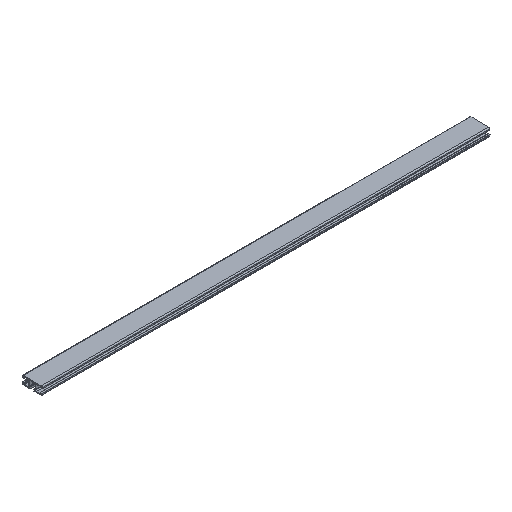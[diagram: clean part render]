
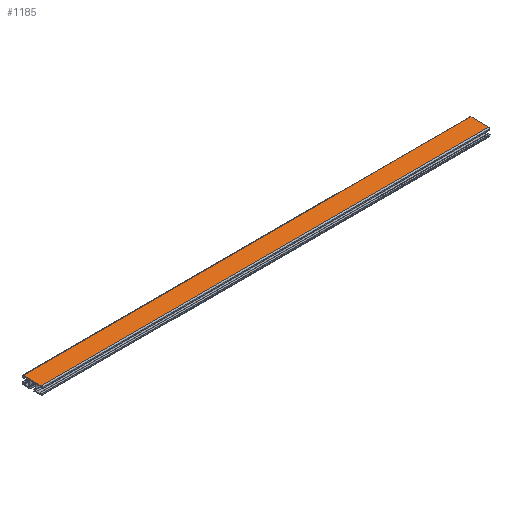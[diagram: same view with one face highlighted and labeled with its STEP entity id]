
A CAD part, isometric view. The second image highlights one B-rep face of the part: STEP entity #1185.
In plain terms, the highlighted planar face has unit normal (0, 0, 1).
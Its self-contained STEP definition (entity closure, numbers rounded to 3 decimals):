
#65=FACE_OUTER_BOUND('',#126,.T.);
#126=EDGE_LOOP('',(#928,#929,#930,#931));
#183=LINE('',#1747,#316);
#238=LINE('',#1896,#371);
#239=LINE('',#1899,#372);
#240=LINE('',#1900,#373);
#316=VECTOR('',#1379,1.);
#371=VECTOR('',#1526,1.);
#372=VECTOR('',#1529,1.);
#373=VECTOR('',#1530,1.);
#506=VERTEX_POINT('',#1744);
#507=VERTEX_POINT('',#1746);
#555=VERTEX_POINT('',#1894);
#556=VERTEX_POINT('',#1898);
#624=EDGE_CURVE('',#506,#507,#183,.T.);
#699=EDGE_CURVE('',#555,#507,#238,.T.);
#700=EDGE_CURVE('',#555,#556,#239,.T.);
#701=EDGE_CURVE('',#556,#506,#240,.T.);
#928=ORIENTED_EDGE('',*,*,#700,.F.);
#929=ORIENTED_EDGE('',*,*,#699,.T.);
#930=ORIENTED_EDGE('',*,*,#624,.F.);
#931=ORIENTED_EDGE('',*,*,#701,.F.);
#1135=PLANE('',#1281);
#1185=ADVANCED_FACE('',(#65),#1135,.T.);
#1281=AXIS2_PLACEMENT_3D('',#1897,#1527,#1528);
#1379=DIRECTION('',(0.,-1.,0.));
#1526=DIRECTION('',(1.,0.,0.));
#1527=DIRECTION('center_axis',(0.,0.,
1.));
#1528=DIRECTION('ref_axis',(0.,-1.,0.));
#1529=DIRECTION('',(0.,1.,0.));
#1530=DIRECTION('',(1.,0.,0.));
#1744=CARTESIAN_POINT('',(1000.,42.5,18.5));
#1746=CARTESIAN_POINT('',(1000.,2.5,18.5));
#1747=CARTESIAN_POINT('',(1000.,42.5,18.5));
#1894=CARTESIAN_POINT('',(0.,2.5,18.5));
#1896=CARTESIAN_POINT('',(0.,2.5,18.5));
#1897=CARTESIAN_POINT('Origin',(0.,42.5,18.5));
#1898=CARTESIAN_POINT('',(0.,42.5,18.5));
#1899=CARTESIAN_POINT('',(0.,2.5,18.5));
#1900=CARTESIAN_POINT('',(0.,42.5,18.5));
